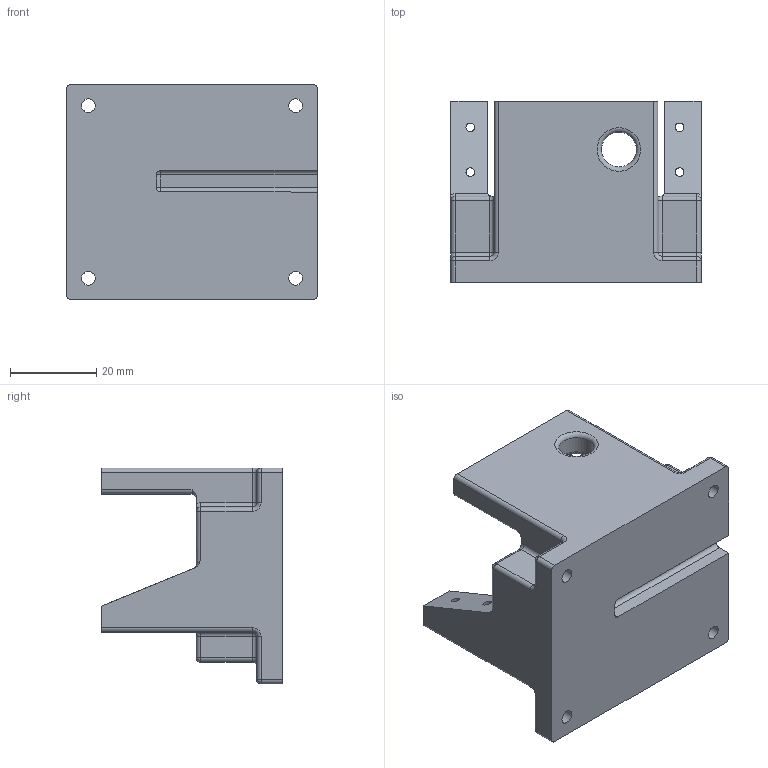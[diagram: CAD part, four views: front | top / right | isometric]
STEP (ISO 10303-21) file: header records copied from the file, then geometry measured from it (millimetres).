
FILE_DESCRIPTION(/* description */ (''),/* implementation_level */ '2;1');
FILE_NAME(/* name */ '6. Suporte Motores.stp',/* time_stamp */ '2025-04-23T17:10:51-03:00',/* author */ ('erikg'),/* organization */ (''),/* preprocessor_version */ 'ST-DEVELOPER v20',/* originating_system */ 'Autodesk Inventor 2025',/* authorisation */ '');
FILE_SCHEMA (('AUTOMOTIVE_DESIGN { 1 0 10303 214 3 1 1 }'));
Length unit declared in the file: millimetre
Products named in the file (1): Suporte Motores III
Bounding box: 58 x 42 x 50 mm (x, y, z)
Volume: 57261.3 mm3; surface area: 13842.6 mm2
Topology: 1 solids, 1 shells, 124 faces, 293 edges, 171 vertices
Faces by surface type: cylinder 62, plane 30, torus 14, sphere 14, bspline 4
Full cylindrical faces by diameter (mm): 2 x4, 3.2 x4, 8.1 x1
Entity records: 3849 total; most frequent: CARTESIAN_POINT 850, DIRECTION 664, ORIENTED_EDGE 586, EDGE_CURVE 293, AXIS2_PLACEMENT_3D 260, VERTEX_POINT 171, LINE 144, VECTOR 144
